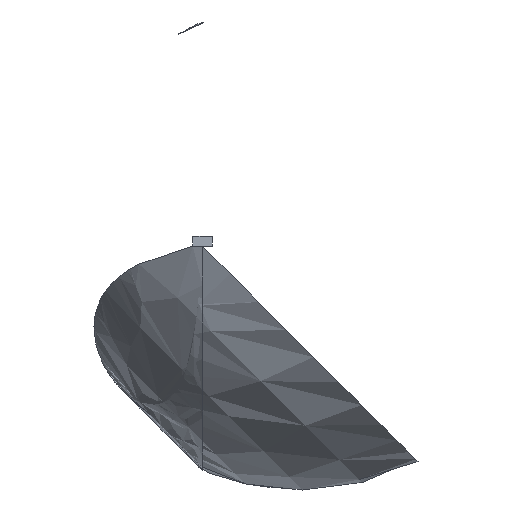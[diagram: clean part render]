
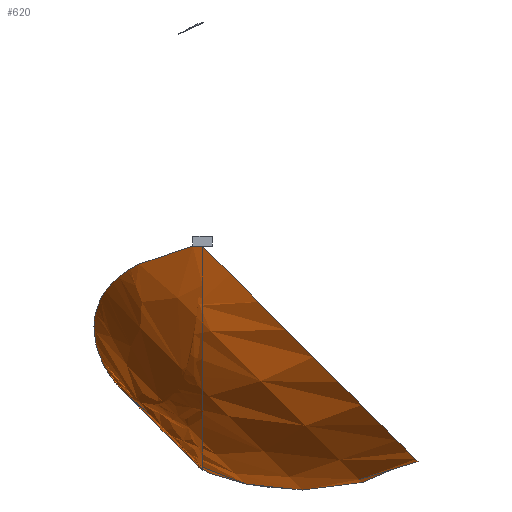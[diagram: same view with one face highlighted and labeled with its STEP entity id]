
A CAD part, left-side view. The second image highlights one B-rep face of the part: STEP entity #620.
In plain terms, the highlighted face is a revolution surface.
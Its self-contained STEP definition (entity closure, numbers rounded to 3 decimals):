
#44 = VERTEX_POINT('',#45);
#45 = CARTESIAN_POINT('',(5.548,0.1,0.1));
#46 = VERTEX_POINT('',#47);
#47 = CARTESIAN_POINT('',(10.056,0.,0.));
#55 = SURFACE_OF_REVOLUTION('',#56,#61);
#56 = CIRCLE('',#57,2.278);
#57 = AXIS2_PLACEMENT_3D('',#58,#59,#60);
#58 = CARTESIAN_POINT('',(7.777,0.,0.));
#59 = DIRECTION('',(0.,-1.,0.));
#60 = DIRECTION('',(1.,0.,0.));
#61 = AXIS1_PLACEMENT('',#62,#63);
#62 = CARTESIAN_POINT('',(7.777,-1.,0.));
#63 = DIRECTION('',(0.,0.707,-0.707));
#78 = EDGE_CURVE('',#46,#79,#81,.T.);
#79 = VERTEX_POINT('',#80);
#80 = CARTESIAN_POINT('',(5.499,0.,
    0.));
#81 = SURFACE_CURVE('',#82,(#87,#94),.PCURVE_S1.);
#82 = CIRCLE('',#83,2.385);
#83 = AXIS2_PLACEMENT_3D('',#84,#85,#86);
#84 = CARTESIAN_POINT('',(7.777,-0.5,-0.5));
#85 = DIRECTION('',(0.,0.707,-0.707));
#86 = DIRECTION('',(0.955,0.21,0.21));
#87 = PCURVE('',#55,#88);
#88 = DEFINITIONAL_REPRESENTATION('',(#89),#93);
#89 = LINE('',#90,#91);
#90 = CARTESIAN_POINT('',(0.,0.));
#91 = VECTOR('',#92,1.);
#92 = DIRECTION('',(1.,0.));
#93 = ( GEOMETRIC_REPRESENTATION_CONTEXT(2) 
PARAMETRIC_REPRESENTATION_CONTEXT() REPRESENTATION_CONTEXT('2D SPACE',''
  ) );
#94 = PCURVE('',#95,#104);
#95 = SURFACE_OF_REVOLUTION('',#96,#101);
#96 = CIRCLE('',#97,2.278);
#97 = AXIS2_PLACEMENT_3D('',#98,#99,#100);
#98 = CARTESIAN_POINT('',(7.777,0.,0.));
#99 = DIRECTION('',(0.,-1.,0.));
#100 = DIRECTION('',(1.,0.,0.));
#101 = AXIS1_PLACEMENT('',#102,#103);
#102 = CARTESIAN_POINT('',(7.777,-1.,0.));
#103 = DIRECTION('',(0.,0.707,-0.707));
#104 = DEFINITIONAL_REPRESENTATION('',(#105),#109);
#105 = LINE('',#106,#107);
#106 = CARTESIAN_POINT('',(0.,6.283));
#107 = VECTOR('',#108,1.);
#108 = DIRECTION('',(1.,0.));
#109 = ( GEOMETRIC_REPRESENTATION_CONTEXT(2) 
PARAMETRIC_REPRESENTATION_CONTEXT() REPRESENTATION_CONTEXT('2D SPACE',''
  ) );
#133 = EDGE_CURVE('',#44,#134,#136,.T.);
#134 = VERTEX_POINT('',#135);
#135 = CARTESIAN_POINT('',(5.501,0.,0.1));
#136 = SURFACE_CURVE('',#137,(#143,#152),.PCURVE_S1.);
#137 = B_SPLINE_CURVE_WITH_KNOTS('',4,(#138,#139,#140,#141,#142),
  .UNSPECIFIED.,.F.,.F.,(5,5),(0.,1.),.PIECEWISE_BEZIER_KNOTS.);
#138 = CARTESIAN_POINT('',(5.548,0.1,0.1));
#139 = CARTESIAN_POINT('',(5.536,0.075,0.1));
#140 = CARTESIAN_POINT('',(5.524,0.05,0.1));
#141 = CARTESIAN_POINT('',(5.513,0.025,0.1));
#142 = CARTESIAN_POINT('',(5.501,0.,0.1));
#143 = PCURVE('',#55,#144);
#144 = DEFINITIONAL_REPRESENTATION('',(#145),#151);
#145 = B_SPLINE_CURVE_WITH_KNOTS('',4,(#146,#147,#148,#149,#150),
  .UNSPECIFIED.,.F.,.F.,(5,5),(0.,1.),.PIECEWISE_BEZIER_KNOTS.);
#146 = CARTESIAN_POINT('',(0.063,3.142));
#147 = CARTESIAN_POINT('',(0.047,3.131));
#148 = CARTESIAN_POINT('',(0.031,3.12));
#149 = CARTESIAN_POINT('',(0.016,3.109));
#150 = CARTESIAN_POINT('',(0.,3.098));
#151 = ( GEOMETRIC_REPRESENTATION_CONTEXT(2) 
PARAMETRIC_REPRESENTATION_CONTEXT() REPRESENTATION_CONTEXT('2D SPACE',''
  ) );
#152 = PCURVE('',#95,#153);
#153 = DEFINITIONAL_REPRESENTATION('',(#154),#160);
#154 = B_SPLINE_CURVE_WITH_KNOTS('',4,(#155,#156,#157,#158,#159),
  .UNSPECIFIED.,.F.,.F.,(5,5),(0.,1.),.PIECEWISE_BEZIER_KNOTS.);
#155 = CARTESIAN_POINT('',(0.063,3.142));
#156 = CARTESIAN_POINT('',(0.047,3.131));
#157 = CARTESIAN_POINT('',(0.031,3.12));
#158 = CARTESIAN_POINT('',(0.016,3.109));
#159 = CARTESIAN_POINT('',(0.,3.098));
#160 = ( GEOMETRIC_REPRESENTATION_CONTEXT(2) 
PARAMETRIC_REPRESENTATION_CONTEXT() REPRESENTATION_CONTEXT('2D SPACE',''
  ) );
#186 = SURFACE_OF_REVOLUTION('',#187,#192);
#187 = CIRCLE('',#188,2.278);
#188 = AXIS2_PLACEMENT_3D('',#189,#190,#191);
#189 = CARTESIAN_POINT('',(7.777,0.,0.));
#190 = DIRECTION('',(0.,-1.,0.));
#191 = DIRECTION('',(1.,0.,0.));
#192 = AXIS1_PLACEMENT('',#193,#194);
#193 = CARTESIAN_POINT('',(7.777,-1.,0.));
#194 = DIRECTION('',(0.,0.707,-0.707));
#262 = EDGE_CURVE('',#79,#46,#263,.T.);
#263 = SURFACE_CURVE('',#264,(#269,#276),.PCURVE_S1.);
#264 = CIRCLE('',#265,2.278);
#265 = AXIS2_PLACEMENT_3D('',#266,#267,#268);
#266 = CARTESIAN_POINT('',(7.777,0.,0.));
#267 = DIRECTION('',(0.,-1.,0.));
#268 = DIRECTION('',(1.,0.,0.));
#269 = PCURVE('',#55,#270);
#270 = DEFINITIONAL_REPRESENTATION('',(#271),#275);
#271 = LINE('',#272,#273);
#272 = CARTESIAN_POINT('',(6.283,0.));
#273 = VECTOR('',#274,1.);
#274 = DIRECTION('',(0.,1.));
#275 = ( GEOMETRIC_REPRESENTATION_CONTEXT(2) 
PARAMETRIC_REPRESENTATION_CONTEXT() REPRESENTATION_CONTEXT('2D SPACE',''
  ) );
#276 = PCURVE('',#95,#277);
#277 = DEFINITIONAL_REPRESENTATION('',(#278),#282);
#278 = LINE('',#279,#280);
#279 = CARTESIAN_POINT('',(0.,0.));
#280 = VECTOR('',#281,1.);
#281 = DIRECTION('',(0.,1.));
#282 = ( GEOMETRIC_REPRESENTATION_CONTEXT(2) 
PARAMETRIC_REPRESENTATION_CONTEXT() REPRESENTATION_CONTEXT('2D SPACE',''
  ) );
#565 = EDGE_CURVE('',#79,#566,#568,.T.);
#566 = VERTEX_POINT('',#567);
#567 = CARTESIAN_POINT('',(5.546,0.1,0.));
#568 = SURFACE_CURVE('',#569,(#575,#584),.PCURVE_S1.);
#569 = B_SPLINE_CURVE_WITH_KNOTS('',4,(#570,#571,#572,#573,#574),
  .UNSPECIFIED.,.F.,.F.,(5,5),(0.,1.),.PIECEWISE_BEZIER_KNOTS.);
#570 = CARTESIAN_POINT('',(5.499,0.,0.));
#571 = CARTESIAN_POINT('',(5.51,0.025,0.));
#572 = CARTESIAN_POINT('',(5.522,0.05,0.));
#573 = CARTESIAN_POINT('',(5.534,0.075,0.));
#574 = CARTESIAN_POINT('',(5.546,0.1,0.));
#575 = PCURVE('',#55,#576);
#576 = DEFINITIONAL_REPRESENTATION('',(#577),#583);
#577 = B_SPLINE_CURVE_WITH_KNOTS('',4,(#578,#579,#580,#581,#582),
  .UNSPECIFIED.,.F.,.F.,(5,5),(0.,1.),.PIECEWISE_BEZIER_KNOTS.);
#578 = CARTESIAN_POINT('',(3.743,6.283));
#579 = CARTESIAN_POINT('',(3.745,6.272));
#580 = CARTESIAN_POINT('',(3.746,6.261));
#581 = CARTESIAN_POINT('',(3.748,6.25));
#582 = CARTESIAN_POINT('',(3.75,6.239));
#583 = ( GEOMETRIC_REPRESENTATION_CONTEXT(2) 
PARAMETRIC_REPRESENTATION_CONTEXT() REPRESENTATION_CONTEXT('2D SPACE',''
  ) );
#584 = PCURVE('',#95,#585);
#585 = DEFINITIONAL_REPRESENTATION('',(#586),#592);
#586 = B_SPLINE_CURVE_WITH_KNOTS('',4,(#587,#588,#589,#590,#591),
  .UNSPECIFIED.,.F.,.F.,(5,5),(0.,1.),.PIECEWISE_BEZIER_KNOTS.);
#587 = CARTESIAN_POINT('',(3.743,6.283));
#588 = CARTESIAN_POINT('',(3.745,6.272));
#589 = CARTESIAN_POINT('',(3.746,6.261));
#590 = CARTESIAN_POINT('',(3.748,6.25));
#591 = CARTESIAN_POINT('',(3.75,6.239));
#592 = ( GEOMETRIC_REPRESENTATION_CONTEXT(2) 
PARAMETRIC_REPRESENTATION_CONTEXT() REPRESENTATION_CONTEXT('2D SPACE',''
  ) );
#594 = EDGE_CURVE('',#44,#566,#595,.T.);
#595 = SURFACE_CURVE('',#596,(#602,#611),.PCURVE_S1.);
#596 = B_SPLINE_CURVE_WITH_KNOTS('',4,(#597,#598,#599,#600,#601),
  .UNSPECIFIED.,.F.,.F.,(5,5),(0.,1.),.PIECEWISE_BEZIER_KNOTS.);
#597 = CARTESIAN_POINT('',(5.548,0.1,0.1));
#598 = CARTESIAN_POINT('',(5.547,0.1,0.075));
#599 = CARTESIAN_POINT('',(5.546,0.1,0.05));
#600 = CARTESIAN_POINT('',(5.546,0.1,0.025));
#601 = CARTESIAN_POINT('',(5.546,0.1,0.));
#602 = PCURVE('',#55,#603);
#603 = DEFINITIONAL_REPRESENTATION('',(#604),#610);
#604 = B_SPLINE_CURVE_WITH_KNOTS('',4,(#605,#606,#607,#608,#609),
  .UNSPECIFIED.,.F.,.F.,(5,5),(0.,1.),.PIECEWISE_BEZIER_KNOTS.);
#605 = CARTESIAN_POINT('',(0.063,3.142));
#606 = CARTESIAN_POINT('',(0.063,3.153));
#607 = CARTESIAN_POINT('',(0.063,3.164));
#608 = CARTESIAN_POINT('',(0.063,3.175));
#609 = CARTESIAN_POINT('',(0.063,3.186));
#610 = ( GEOMETRIC_REPRESENTATION_CONTEXT(2) 
PARAMETRIC_REPRESENTATION_CONTEXT() REPRESENTATION_CONTEXT('2D SPACE',''
  ) );
#611 = PCURVE('',#95,#612);
#612 = DEFINITIONAL_REPRESENTATION('',(#613),#619);
#613 = B_SPLINE_CURVE_WITH_KNOTS('',4,(#614,#615,#616,#617,#618),
  .UNSPECIFIED.,.F.,.F.,(5,5),(0.,1.),.PIECEWISE_BEZIER_KNOTS.);
#614 = CARTESIAN_POINT('',(0.063,3.142));
#615 = CARTESIAN_POINT('',(0.063,3.153));
#616 = CARTESIAN_POINT('',(0.063,3.164));
#617 = CARTESIAN_POINT('',(0.063,3.175));
#618 = CARTESIAN_POINT('',(0.063,3.186));
#619 = ( GEOMETRIC_REPRESENTATION_CONTEXT(2) 
PARAMETRIC_REPRESENTATION_CONTEXT() REPRESENTATION_CONTEXT('2D SPACE',''
  ) );
#620 = ADVANCED_FACE('',(#621),#95,.F.);
#621 = FACE_BOUND('',#622,.F.);
#622 = EDGE_LOOP('',(#623,#624,#625,#647,#648,#649));
#623 = ORIENTED_EDGE('',*,*,#78,.F.);
#624 = ORIENTED_EDGE('',*,*,#262,.F.);
#625 = ORIENTED_EDGE('',*,*,#626,.F.);
#626 = EDGE_CURVE('',#134,#79,#627,.T.);
#627 = SURFACE_CURVE('',#628,(#633,#640),.PCURVE_S1.);
#628 = CIRCLE('',#629,2.278);
#629 = AXIS2_PLACEMENT_3D('',#630,#631,#632);
#630 = CARTESIAN_POINT('',(7.777,0.,0.));
#631 = DIRECTION('',(0.,-1.,0.));
#632 = DIRECTION('',(1.,0.,0.));
#633 = PCURVE('',#95,#634);
#634 = DEFINITIONAL_REPRESENTATION('',(#635),#639);
#635 = LINE('',#636,#637);
#636 = CARTESIAN_POINT('',(0.,0.));
#637 = VECTOR('',#638,1.);
#638 = DIRECTION('',(0.,1.));
#639 = ( GEOMETRIC_REPRESENTATION_CONTEXT(2) 
PARAMETRIC_REPRESENTATION_CONTEXT() REPRESENTATION_CONTEXT('2D SPACE',''
  ) );
#640 = PCURVE('',#186,#641);
#641 = DEFINITIONAL_REPRESENTATION('',(#642),#646);
#642 = LINE('',#643,#644);
#643 = CARTESIAN_POINT('',(6.283,0.));
#644 = VECTOR('',#645,1.);
#645 = DIRECTION('',(0.,1.));
#646 = ( GEOMETRIC_REPRESENTATION_CONTEXT(2) 
PARAMETRIC_REPRESENTATION_CONTEXT() REPRESENTATION_CONTEXT('2D SPACE',''
  ) );
#647 = ORIENTED_EDGE('',*,*,#133,.F.);
#648 = ORIENTED_EDGE('',*,*,#594,.T.);
#649 = ORIENTED_EDGE('',*,*,#565,.F.);
